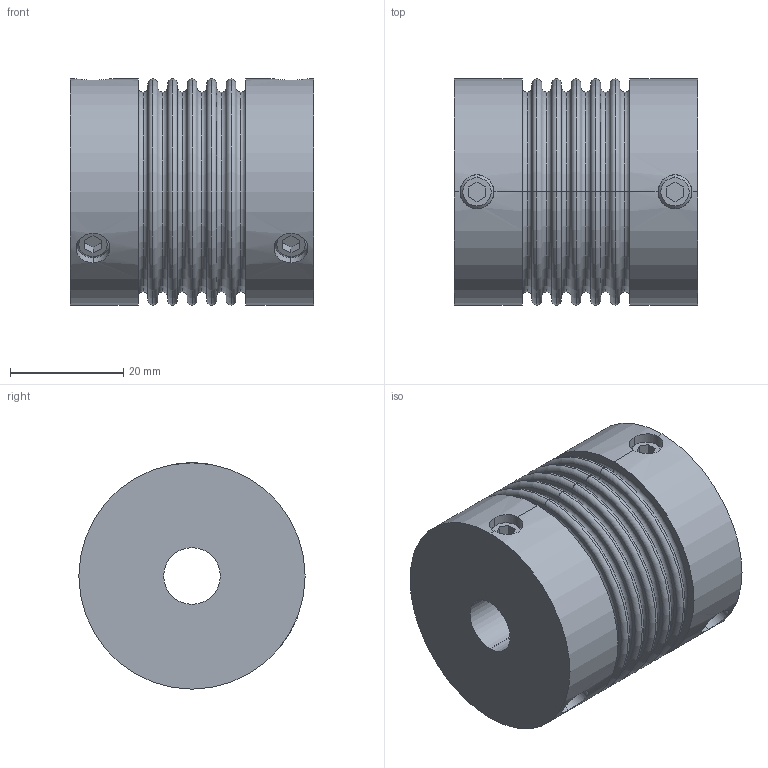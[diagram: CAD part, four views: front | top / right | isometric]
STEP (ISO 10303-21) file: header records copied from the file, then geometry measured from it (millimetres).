
FILE_DESCRIPTION(('STEP AP214'),'1');
FILE_NAME('cctmp_D26B006C-133A-49A4-9A26-2139B2AA9A48_2023_06_06_08_26_51_0365..stp','2023-06-06T06:26:51',('R+W Antriebselemente GmbH'),('CADClick - www.CADClick.com'),'Spatial InterOp 3D',' ','unknown authorization');
FILE_SCHEMA(('AUTOMOTIVE_DESIGN'));
Length unit declared in the file: millimetre
Products named in the file (1): MK1/100/43/10/10
Bounding box: 43 x 40 x 40 mm (x, y, z)
Volume: 40562 mm3; surface area: 13393.7 mm2
Topology: 1 solids, 1 shells, 118 faces, 258 edges, 162 vertices
Faces by surface type: plane 48, torus 44, cylinder 18, cone 8
Entity records: 4500 total; most frequent: CARTESIAN_POINT 823, DIRECTION 630, ORIENTED_EDGE 516, AXIS2_PLACEMENT_3D 265, EDGE_CURVE 258, VERTEX_POINT 162, CIRCLE 146, EDGE_LOOP 140
